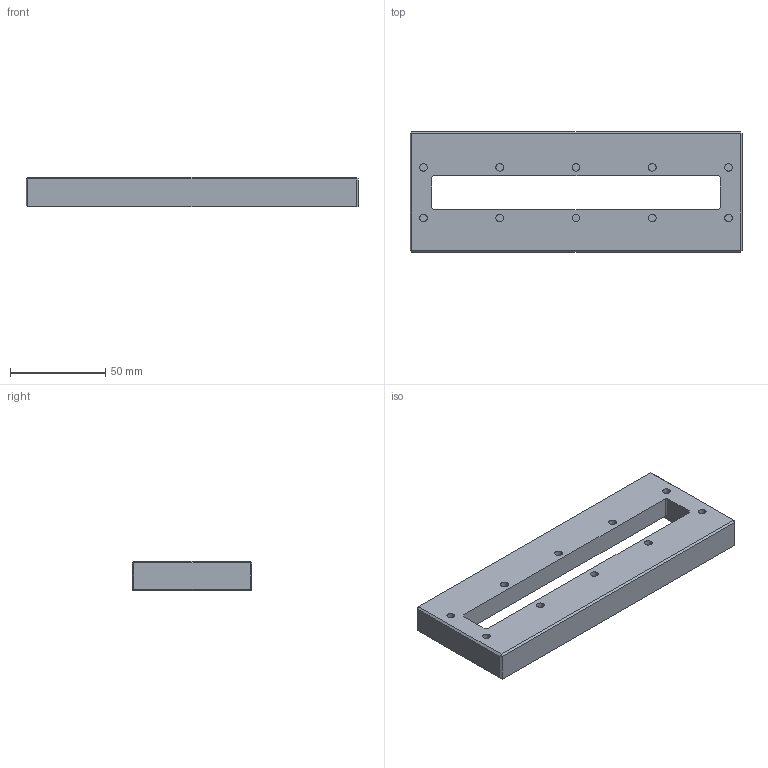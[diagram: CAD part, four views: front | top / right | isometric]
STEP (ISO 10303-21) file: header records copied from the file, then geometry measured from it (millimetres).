
FILE_DESCRIPTION (( 'STEP AP214' ), '1' );
FILE_NAME ('Support.STEP', '2025-12-10T08:49:40', ( '' ), ( '' ), 'SwSTEP 2.0', 'SolidWorks 2026', '' );
FILE_SCHEMA (( 'AUTOMOTIVE_DESIGN' ));
Length unit declared in the file: millimetre
Products named in the file (1): Support
Bounding box: 174.09 x 62.91 x 15.67 mm (x, y, z)
Volume: 107640.6 mm3; surface area: 31366.9 mm2
Topology: 1 solids, 1 shells, 111 faces, 247 edges, 160 vertices
Faces by surface type: plane 57, cylinder 54
Entity records: 3124 total; most frequent: DIRECTION 579, CARTESIAN_POINT 519, ORIENTED_EDGE 494, EDGE_CURVE 247, AXIS2_PLACEMENT_3D 220, VERTEX_POINT 160, LINE 139, VECTOR 139
